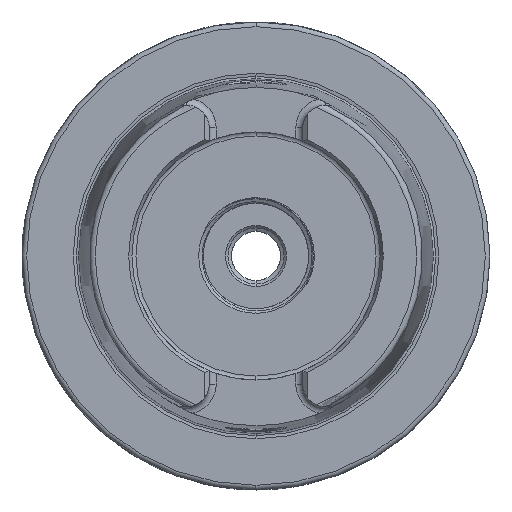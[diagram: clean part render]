
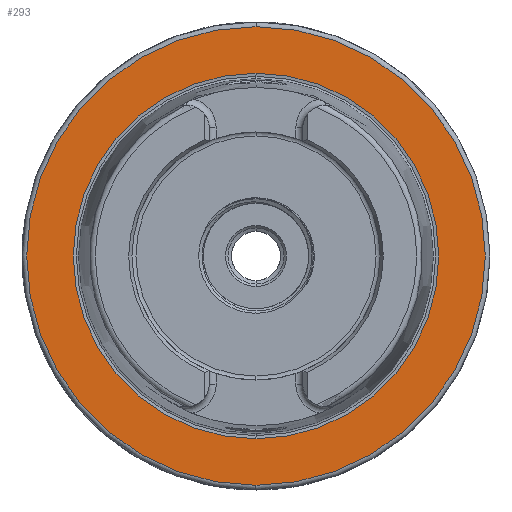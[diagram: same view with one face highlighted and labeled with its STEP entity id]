
A CAD part, left-side view. The second image highlights one B-rep face of the part: STEP entity #293.
In plain terms, the highlighted planar face has unit normal (-1, 0, 0).
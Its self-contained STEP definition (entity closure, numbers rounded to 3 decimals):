
#293 = ADVANCED_FACE ( 'NONE', ( #14326, #14329 ), #18475, .T. ) ;
#1010 = AXIS2_PLACEMENT_3D ( 'NONE', #4252, #4253, #4254 ) ;
#1140 = EDGE_CURVE ( 'NONE', #6062, #6063, #1658, .T. ) ;
#1143 = EDGE_CURVE ( 'NONE', #6054, #6055, #1686, .T. ) ;
#1658 = CIRCLE ( 'NONE', #2507, 39.054 ) ;
#1686 = CIRCLE ( 'NONE', #2505, 49. ) ;
#2505 = AXIS2_PLACEMENT_3D ( 'NONE', #16479, #16480, #16481 ) ;
#2507 = AXIS2_PLACEMENT_3D ( 'NONE', #16463, #16464, #16465 ) ;
#2637 = EDGE_LOOP ( 'NONE', ( #7784, #7782 ) ) ;
#2638 = EDGE_LOOP ( 'NONE', ( #7778, #7780 ) ) ;
#3052 = EDGE_CURVE ( 'NONE', #6063, #6062, #14399, .T. ) ;
#3181 = EDGE_CURVE ( 'NONE', #6055, #6054, #14438, .T. ) ;
#3526 = CARTESIAN_POINT ( 'NONE',  ( 0., 0., -49. ) ) ;
#3527 = CARTESIAN_POINT ( 'NONE',  ( 0., 0., 49. ) ) ;
#3534 = CARTESIAN_POINT ( 'NONE',  ( 0., 0., -39.054 ) ) ;
#3535 = CARTESIAN_POINT ( 'NONE',  ( 0., 0., 39.054 ) ) ;
#4252 = CARTESIAN_POINT ( 'NONE',  ( 0., 0., 0. ) ) ;
#4253 = DIRECTION ( 'NONE',  ( -1., 0., 0. ) ) ;
#4254 = DIRECTION ( 'NONE',  ( 0., 0., 1. ) ) ;
#6054 = VERTEX_POINT ( 'NONE', #3526 ) ;
#6055 = VERTEX_POINT ( 'NONE', #3527 ) ;
#6062 = VERTEX_POINT ( 'NONE', #3534 ) ;
#6063 = VERTEX_POINT ( 'NONE', #3535 ) ;
#7778 = ORIENTED_EDGE ( 'NONE', *, *, #3052, .T. ) ;
#7780 = ORIENTED_EDGE ( 'NONE', *, *, #1140, .T. ) ;
#7782 = ORIENTED_EDGE ( 'NONE', *, *, #1143, .T. ) ;
#7784 = ORIENTED_EDGE ( 'NONE', *, *, #3181, .T. ) ;
#10768 = CARTESIAN_POINT ( 'NONE',  ( 0., 0., 0. ) ) ;
#10769 = DIRECTION ( 'NONE',  ( 1., 0., 0. ) ) ;
#10770 = DIRECTION ( 'NONE',  ( 0., 0., -1. ) ) ;
#14326 = FACE_OUTER_BOUND ( 'NONE', #2637, .T. ) ;
#14329 = FACE_BOUND ( 'NONE', #2638, .T. ) ;
#14331 = AXIS2_PLACEMENT_3D ( 'NONE', #18476, #18477, #18478 ) ;
#14399 = CIRCLE ( 'NONE', #17999, 39.054 ) ;
#14438 = CIRCLE ( 'NONE', #1010, 49. ) ;
#16463 = CARTESIAN_POINT ( 'NONE',  ( 0., 0., 0. ) ) ;
#16464 = DIRECTION ( 'NONE',  ( 1., 0., 0. ) ) ;
#16465 = DIRECTION ( 'NONE',  ( 0., 0., -1. ) ) ;
#16479 = CARTESIAN_POINT ( 'NONE',  ( 0., 0., 0. ) ) ;
#16480 = DIRECTION ( 'NONE',  ( -1., 0., 0. ) ) ;
#16481 = DIRECTION ( 'NONE',  ( 0., 0., 1. ) ) ;
#17999 = AXIS2_PLACEMENT_3D ( 'NONE', #10768, #10769, #10770 ) ;
#18475 = PLANE ( 'NONE',  #14331 ) ;
#18476 = CARTESIAN_POINT ( 'NONE',  ( 0., 39.054, 0. ) ) ;
#18477 = DIRECTION ( 'NONE',  ( -1., 0., 0. ) ) ;
#18478 = DIRECTION ( 'NONE',  ( 0., 0., 1. ) ) ;
